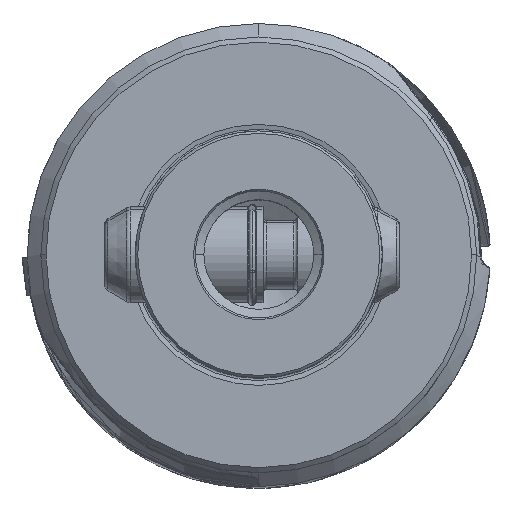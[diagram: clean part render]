
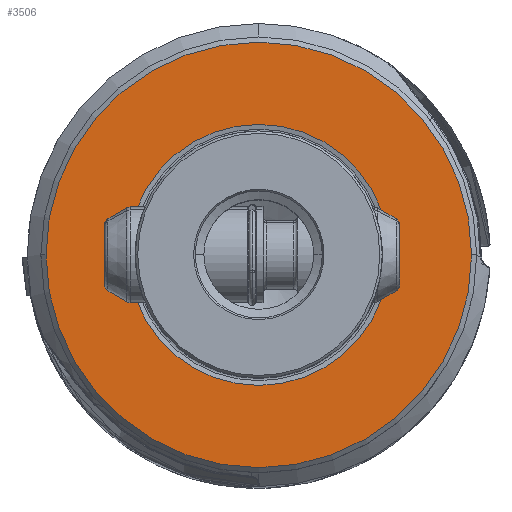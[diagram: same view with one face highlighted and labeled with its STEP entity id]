
A CAD part, top view. The second image highlights one B-rep face of the part: STEP entity #3506.
In plain terms, the highlighted planar face has unit normal (0, 0, 1).
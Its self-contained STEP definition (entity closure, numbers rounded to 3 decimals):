
#1832=VERTEX_POINT('NONE',#5323);
#2304=EDGE_CURVE('NONE',#2520,#1832,#5855,.T.);
#2520=VERTEX_POINT('NONE',#6092);
#2710=EDGE_CURVE('NONE',#1832,#2520,#6306,.T.);
#3506=ADVANCED_FACE('NONE',(#7181,#7182),#7183,.T.);
#4316=VERTEX_POINT('NONE',#8072);
#4662=EDGE_CURVE('NONE',#4986,#4316,#8458,.F.);
#4890=EDGE_CURVE('NONE',#4316,#4986,#8714,.T.);
#4986=VERTEX_POINT('NONE',#8816);
#5323=CARTESIAN_POINT('',(-31.0,0.,0.0));
#5855=CIRCLE('',#14692,31.0);
#6092=CARTESIAN_POINT('',(31.0,0.,0.0));
#6306=CIRCLE('',#15912,31.0);
#7181=FACE_OUTER_BOUND('',#23272,.T.);
#7182=FACE_BOUND('',#23273,.T.);
#7183=PLANE('',#23274);
#8072=CARTESIAN_POINT('',(19.012,0.,0.0));
#8458=CIRCLE('',#29218,19.012);
#8714=CIRCLE('',#37181,19.012);
#8816=CARTESIAN_POINT('',(-19.012,0.,0.0));
#14692=AXIS2_PLACEMENT_3D('',#40984,#40985,#40986);
#15912=AXIS2_PLACEMENT_3D('',#41506,#41507,#41508);
#23272=EDGE_LOOP('',(#42491,#42492));
#23273=EDGE_LOOP('',(#42493,#42494));
#23274=AXIS2_PLACEMENT_3D('',#42495,#42496,#42497);
#29218=AXIS2_PLACEMENT_3D('',#43957,#43958,#43959);
#37181=AXIS2_PLACEMENT_3D('',#44307,#44308,#44309);
#40984=CARTESIAN_POINT('',(0.0,0.0,0.0));
#40985=DIRECTION('',(0.0,0.0,-1.0));
#40986=DIRECTION('',(-1.0,0.,0.0));
#41506=CARTESIAN_POINT('',(0.0,0.0,0.0));
#41507=DIRECTION('',(0.0,0.0,-1.0));
#41508=DIRECTION('',(-1.0,0.,0.0));
#42491=ORIENTED_EDGE('',*,*,#2710,.F.);
#42492=ORIENTED_EDGE('',*,*,#2304,.F.);
#42493=ORIENTED_EDGE('',*,*,#4890,.F.);
#42494=ORIENTED_EDGE('',*,*,#4662,.F.);
#42495=CARTESIAN_POINT('',(-18.0,0.0,0.0));
#42496=DIRECTION('',(-0.0,0.0,1.0));
#42497=DIRECTION('',(0.0,1.0,0.0));
#43957=CARTESIAN_POINT('',(0.0,0.0,0.0));
#43958=DIRECTION('',(0.0,0.0,-1.0));
#43959=DIRECTION('',(1.0,0.,0.0));
#44307=CARTESIAN_POINT('',(0.0,0.0,0.0));
#44308=DIRECTION('',(-0.0,0.0,1.0));
#44309=DIRECTION('',(1.0,0.,0.0));
